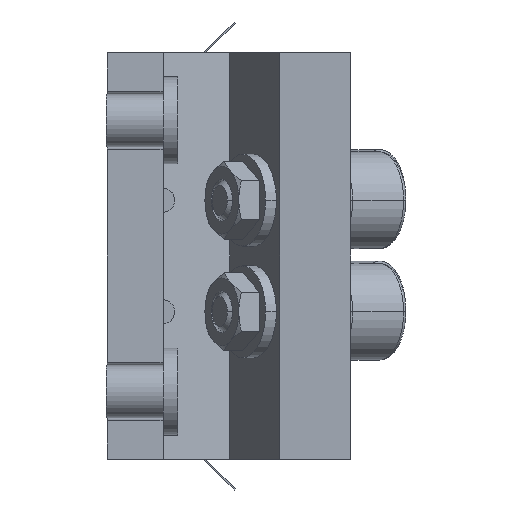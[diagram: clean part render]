
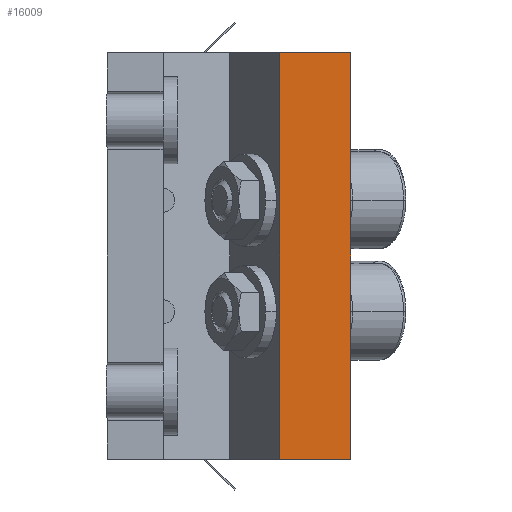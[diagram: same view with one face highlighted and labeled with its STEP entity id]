
A CAD part, left-side view. The second image highlights one B-rep face of the part: STEP entity #16009.
In plain terms, the highlighted planar face has unit normal (-1, 0, 0).
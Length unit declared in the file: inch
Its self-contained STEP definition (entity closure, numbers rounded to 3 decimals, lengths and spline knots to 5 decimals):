
#560 = CARTESIAN_POINT ( 'NONE',  ( -1.375, 0.07217, -1.3125 ) ) ;
#725 = VERTEX_POINT ( 'NONE', #17176 ) ;
#850 = DIRECTION ( 'NONE',  ( -1., 0., 0. ) ) ;
#2014 = FACE_OUTER_BOUND ( 'NONE', #5583, .T. ) ;
#2229 = DIRECTION ( 'NONE',  ( 0., -1., 0. ) ) ;
#3064 = LINE ( 'NONE', #4527, #11420 ) ;
#3119 = CARTESIAN_POINT ( 'NONE',  ( -1.375, -0.385, 1.3125 ) ) ;
#3735 = VECTOR ( 'NONE', #2229, 39.37008 ) ;
#4527 = CARTESIAN_POINT ( 'NONE',  ( -1.375, 0.07217, 1.3125 ) ) ;
#4609 = DIRECTION ( 'NONE',  ( 0., 0., 1. ) ) ;
#5522 = CARTESIAN_POINT ( 'NONE',  ( -1.375, 0.07217, -1.3125 ) ) ;
#5583 = EDGE_LOOP ( 'NONE', ( #8253, #11170, #7115, #11856 ) ) ;
#5590 = AXIS2_PLACEMENT_3D ( 'NONE', #560, #850, #9682 ) ;
#7115 = ORIENTED_EDGE ( 'NONE', *, *, #18117, .T. ) ;
#7451 = VERTEX_POINT ( 'NONE', #13391 ) ;
#8253 = ORIENTED_EDGE ( 'NONE', *, *, #8713, .F. ) ;
#8365 = LINE ( 'NONE', #18693, #10527 ) ;
#8713 = EDGE_CURVE ( 'NONE', #9213, #12016, #3064, .T. ) ;
#9213 = VERTEX_POINT ( 'NONE', #13750 ) ;
#9682 = DIRECTION ( 'NONE',  ( 0., 0., 1. ) ) ;
#10527 = VECTOR ( 'NONE', #15876, 39.37008 ) ;
#10828 = CARTESIAN_POINT ( 'NONE',  ( -1.375, 0.07217, -1.3125 ) ) ;
#11170 = ORIENTED_EDGE ( 'NONE', *, *, #18716, .F. ) ;
#11420 = VECTOR ( 'NONE', #16505, 39.37008 ) ;
#11856 = ORIENTED_EDGE ( 'NONE', *, *, #15089, .T. ) ;
#12016 = VERTEX_POINT ( 'NONE', #3119 ) ;
#13391 = CARTESIAN_POINT ( 'NONE',  ( -1.375, -0.385, -1.3125 ) ) ;
#13750 = CARTESIAN_POINT ( 'NONE',  ( -1.375, 0.07217, 1.3125 ) ) ;
#15089 = EDGE_CURVE ( 'NONE', #7451, #12016, #8365, .T. ) ;
#15118 = LINE ( 'NONE', #10828, #16213 ) ;
#15537 = PLANE ( 'NONE',  #5590 ) ;
#15876 = DIRECTION ( 'NONE',  ( 0., 0., 1. ) ) ;
#16009 = ADVANCED_FACE ( 'NONE', ( #2014 ), #15537, .T. ) ;
#16213 = VECTOR ( 'NONE', #4609, 39.37008 ) ;
#16505 = DIRECTION ( 'NONE',  ( 0., -1., 0. ) ) ;
#17176 = CARTESIAN_POINT ( 'NONE',  ( -1.375, 0.07217, -1.3125 ) ) ;
#17392 = LINE ( 'NONE', #5522, #3735 ) ;
#18117 = EDGE_CURVE ( 'NONE', #725, #7451, #17392, .T. ) ;
#18693 = CARTESIAN_POINT ( 'NONE',  ( -1.375, -0.385, -1.3125 ) ) ;
#18716 = EDGE_CURVE ( 'NONE', #725, #9213, #15118, .T. ) ;
